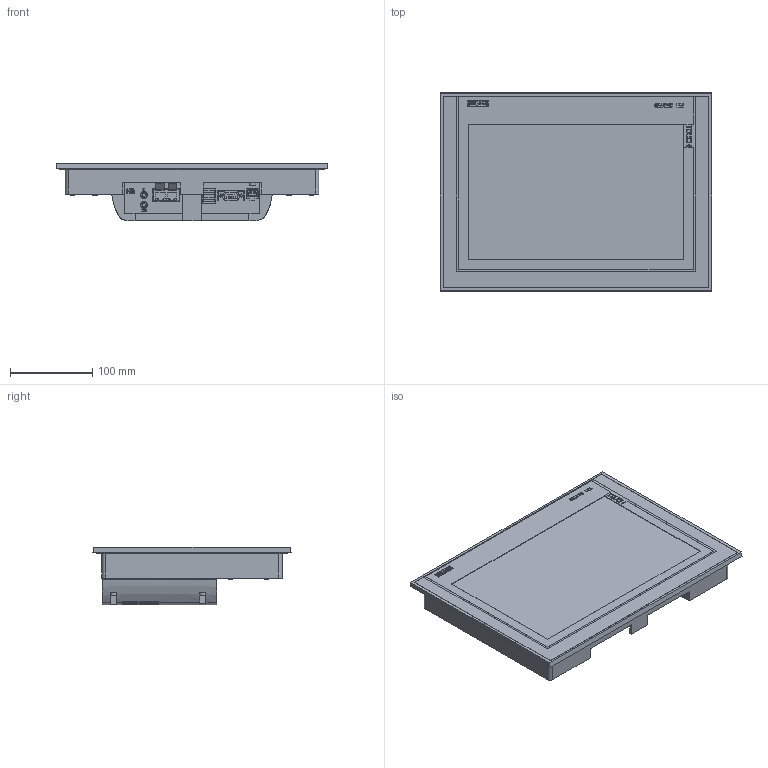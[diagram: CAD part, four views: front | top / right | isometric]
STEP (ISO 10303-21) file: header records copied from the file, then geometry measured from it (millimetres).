
FILE_DESCRIPTION(/* description */ (''),/* implementation_level */ '2;1');
FILE_NAME(/* name */ '6av21240mc010ax0_001_3d.stp',/* time_stamp */ '2011-03-01T17:41:26+01:00',/* author */ ('I. Payrits'),/* organization */ ('Siemens AG'),/* preprocessor_version */ 'ST-DEVELOPER v11',/* originating_system */ 'SIEMENS UGS NX 6.0',/* authorisation */ '');
FILE_SCHEMA (('AUTOMOTIVE_DESIGN { 1 0 10303 214 1 1 1 1 }'));
Products named in the file (5): A5E30321192A_001; A5E30291795A_001; A5E30291798A_001; A5E30291793A_001; A5E30291787A_001
Assembly tree (4 placements, depth 2):
  A5E30291787A_001
    A5E30291793A_001
    A5E30291798A_001
    A5E30291795A_001
    A5E30321192A_001
Bounding box: 330 x 241 x 70.3 mm (x, y, z)
Volume: 3133180.5 mm3; surface area: 277519.8 mm2
Topology: 270 solids, 270 shells, 3048 faces, 7363 edges, 4906 vertices
Faces by surface type: plane 2472, extrusion 285, cylinder 275, torus 16
Full cylindrical faces by diameter (mm): 0.9 x9, 2.4 x2, 3 x2, 3.8 x2, 5.5 x9, 7 x6, 8 x1, 8.5 x2
Entity records: 102071 total; most frequent: CARTESIAN_POINT 29663, ORIENTED_EDGE 14556, DIRECTION 13030, EDGE_CURVE 7278, VECTOR 6340, LINE 6055, VERTEX_POINT 4891, EDGE_LOOP 3355
